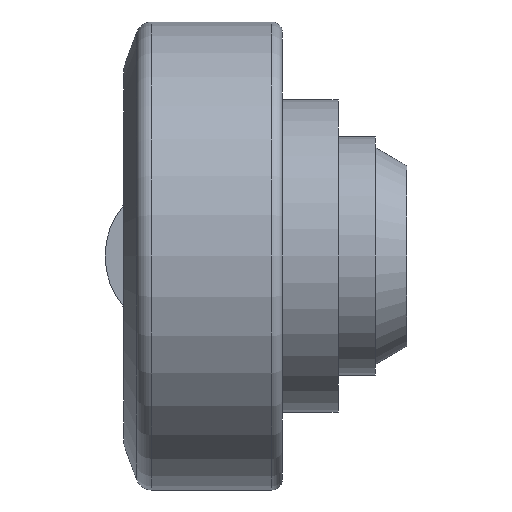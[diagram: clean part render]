
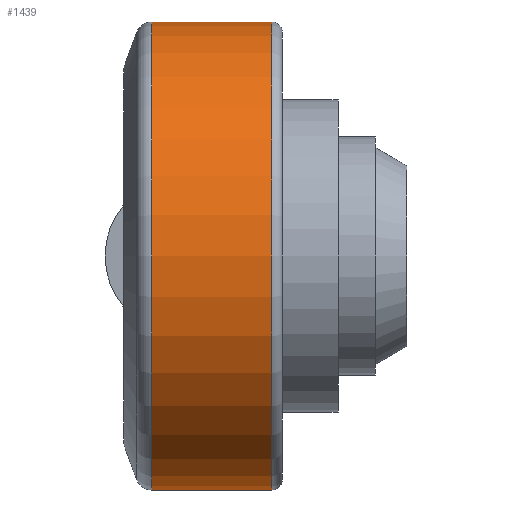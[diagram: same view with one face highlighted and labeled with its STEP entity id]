
A CAD part, front view. The second image highlights one B-rep face of the part: STEP entity #1439.
In plain terms, the highlighted cylindrical face has radius 44.2 mm (diameter 88.4 mm), a partial arc.
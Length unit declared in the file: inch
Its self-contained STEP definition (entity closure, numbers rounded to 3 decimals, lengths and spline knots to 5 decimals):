
#28 = VERTEX_POINT ( 'NONE', #1791 ) ;
#32 = CYLINDRICAL_SURFACE ( 'NONE', #1177, 1.74016 ) ;
#162 = CARTESIAN_POINT ( 'NONE',  ( 2.24381, 0., 1.74016 ) ) ;
#371 = DIRECTION ( 'NONE',  ( 0., 0., 1. ) ) ;
#401 = ORIENTED_EDGE ( 'NONE', *, *, #3129, .F. ) ;
#647 = ORIENTED_EDGE ( 'NONE', *, *, #2256, .F. ) ;
#658 = AXIS2_PLACEMENT_3D ( 'NONE', #1345, #2158, #3092 ) ;
#673 = CARTESIAN_POINT ( 'NONE',  ( 1.23987, 0., -1.74016 ) ) ;
#698 = DIRECTION ( 'NONE',  ( 1., 0., 0. ) ) ;
#826 = DIRECTION ( 'NONE',  ( 1., 0., 0. ) ) ;
#956 = VERTEX_POINT ( 'NONE', #1758 ) ;
#1138 = LINE ( 'NONE', #2312, #1617 ) ;
#1177 = AXIS2_PLACEMENT_3D ( 'NONE', #2645, #1506, #371 ) ;
#1186 = CARTESIAN_POINT ( 'NONE',  ( 0.34488, 0., 1.74016 ) ) ;
#1345 = CARTESIAN_POINT ( 'NONE',  ( 0.34488, 0., 0. ) ) ;
#1439 = ADVANCED_FACE ( 'NONE', ( #3619 ), #32, .T. ) ;
#1506 = DIRECTION ( 'NONE',  ( 1., 0., 0. ) ) ;
#1617 = VECTOR ( 'NONE', #3167, 39.37008 ) ;
#1644 = LINE ( 'NONE', #162, #3812 ) ;
#1726 = DIRECTION ( 'NONE',  ( 0., 0., 1. ) ) ;
#1758 = CARTESIAN_POINT ( 'NONE',  ( 1.23987, 0., 1.74016 ) ) ;
#1791 = CARTESIAN_POINT ( 'NONE',  ( 0.34488, 0., -1.74016 ) ) ;
#1862 = EDGE_CURVE ( 'NONE', #28, #2209, #1138, .T. ) ;
#2103 = CIRCLE ( 'NONE', #3096, 1.74016 ) ;
#2158 = DIRECTION ( 'NONE',  ( 1., 0., 0. ) ) ;
#2209 = VERTEX_POINT ( 'NONE', #673 ) ;
#2256 = EDGE_CURVE ( 'NONE', #956, #2209, #2103, .T. ) ;
#2312 = CARTESIAN_POINT ( 'NONE',  ( 2.24381, 0., -1.74016 ) ) ;
#2334 = CIRCLE ( 'NONE', #658, 1.74016 ) ;
#2645 = CARTESIAN_POINT ( 'NONE',  ( 2.24381, 0., 0. ) ) ;
#2743 = CARTESIAN_POINT ( 'NONE',  ( 1.23987, 0., 0. ) ) ;
#3092 = DIRECTION ( 'NONE',  ( 0., 0., 1. ) ) ;
#3096 = AXIS2_PLACEMENT_3D ( 'NONE', #2743, #826, #1726 ) ;
#3129 = EDGE_CURVE ( 'NONE', #3777, #956, #1644, .T. ) ;
#3167 = DIRECTION ( 'NONE',  ( 1., 0., 0. ) ) ;
#3188 = EDGE_CURVE ( 'NONE', #3777, #28, #2334, .T. ) ;
#3375 = EDGE_LOOP ( 'NONE', ( #3822, #3658, #647, #401 ) ) ;
#3619 = FACE_OUTER_BOUND ( 'NONE', #3375, .T. ) ;
#3658 = ORIENTED_EDGE ( 'NONE', *, *, #1862, .T. ) ;
#3777 = VERTEX_POINT ( 'NONE', #1186 ) ;
#3812 = VECTOR ( 'NONE', #698, 39.37008 ) ;
#3822 = ORIENTED_EDGE ( 'NONE', *, *, #3188, .T. ) ;
